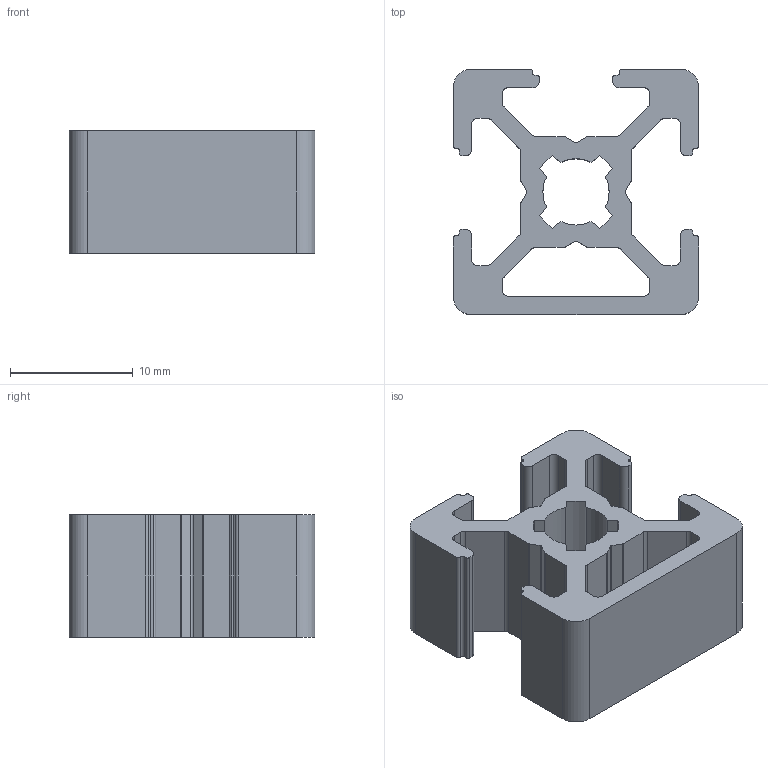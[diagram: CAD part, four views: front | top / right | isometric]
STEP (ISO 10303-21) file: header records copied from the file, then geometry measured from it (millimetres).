
FILE_DESCRIPTION((''),'2;1');
FILE_NAME('20x20-3S.ipt.stp','2011-06-05T17:27:43',(''),(''),'Autodesk Inventor 2011','Autodesk Inventor 2011','');
FILE_SCHEMA(('AUTOMOTIVE_DESIGN { 1 0 10303 214 1 1 1 1 }'));
Length unit declared in the file: millimetre
Products named in the file (1): 20x20-3S
Bounding box: 20 x 20 x 10 mm (x, y, z)
Volume: 1739.3 mm3; surface area: 2204.4 mm2
Topology: 1 solids, 1 shells, 146 faces, 432 edges, 288 vertices
Faces by surface type: plane 74, cylinder 72
Entity records: 4954 total; most frequent: DIRECTION 870, CARTESIAN_POINT 867, ORIENTED_EDGE 864, EDGE_CURVE 432, AXIS2_PLACEMENT_3D 291, VERTEX_POINT 288, VECTOR 288, LINE 288
